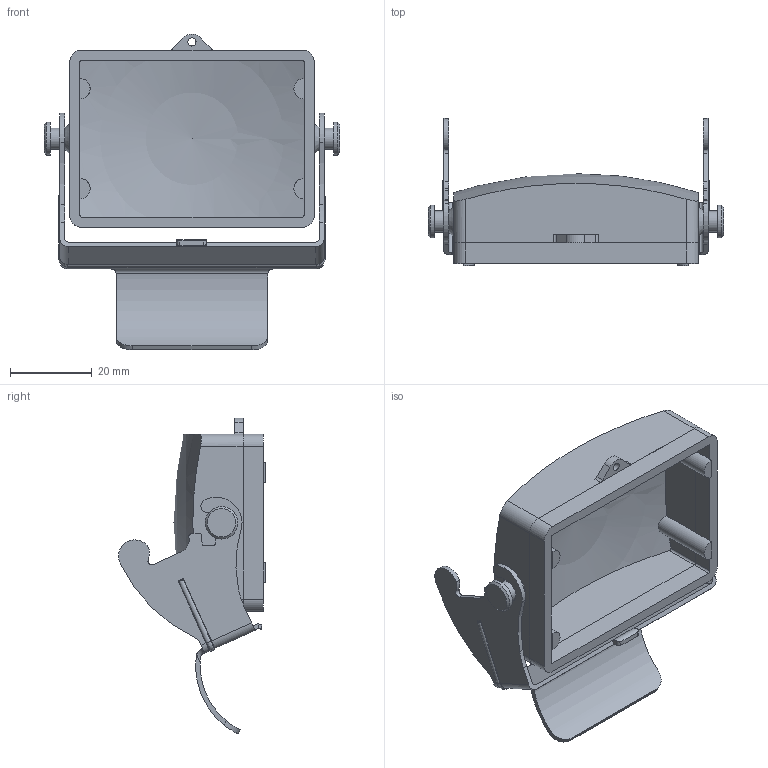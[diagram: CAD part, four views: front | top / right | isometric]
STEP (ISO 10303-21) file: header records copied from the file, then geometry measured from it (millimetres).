
FILE_DESCRIPTION (( 'STEP AP214' ), '1' );
FILE_NAME ('ZP-MC06B-2-SCVLM.STEP', '2011-11-21T14:35:38', ( '.adc' ), ( '' ), 'SwSTEP 2.0', 'SolidWorks 2011', '' );
FILE_SCHEMA (( 'AUTOMOTIVE_DESIGN' ));
Length unit declared in the file: millimetre
Products named in the file (1): ZP-MC06B-2-SCVLM
Bounding box: 72.5 x 36.07 x 77.46 mm (x, y, z)
Volume: 18489.7 mm3; surface area: 20089.2 mm2
Topology: 5 solids, 5 shells, 204 faces, 539 edges, 346 vertices
Faces by surface type: cylinder 98, plane 75, bspline 23, cone 4, sphere 2, torus 2
Full cylindrical faces by diameter (mm): 2 x1, 5.169 x2, 8 x2
Entity records: 7534 total; most frequent: CARTESIAN_POINT 2216, ORIENTED_EDGE 1048, DIRECTION 1014, EDGE_CURVE 524, AXIS2_PLACEMENT_3D 380, VERTEX_POINT 342, VECTOR 254, LINE 254
